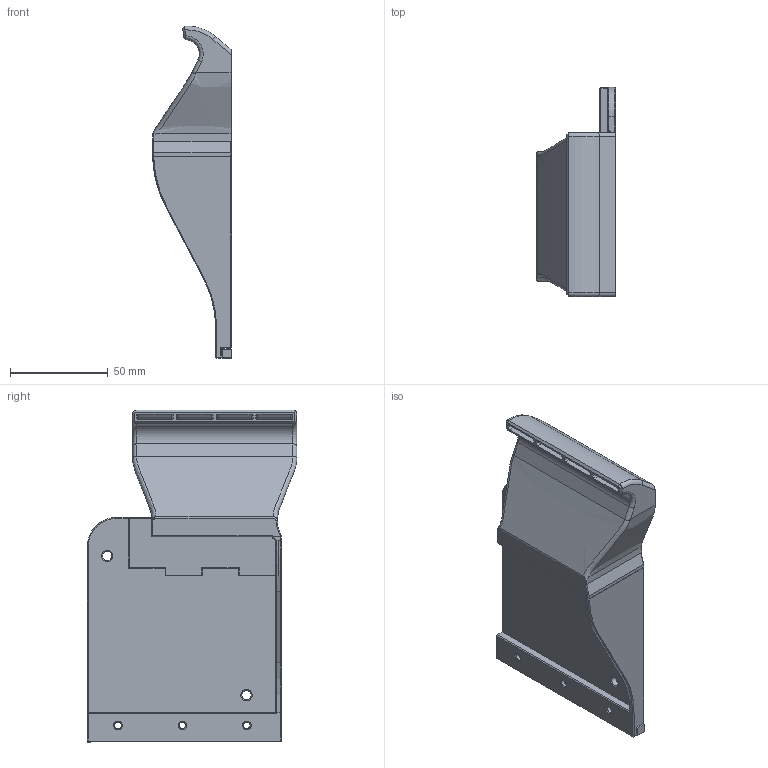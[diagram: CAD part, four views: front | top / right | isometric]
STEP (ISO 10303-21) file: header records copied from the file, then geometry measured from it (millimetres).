
FILE_DESCRIPTION(/* description */ (''),/* implementation_level */ '2;1');
FILE_NAME(/* name */ '9733 2 Part v1.step',/* time_stamp */ '2023-05-21T09:12:06+02:00',/* author */ (''),/* organization */ (''),/* preprocessor_version */ 'ST-DEVELOPER v19.2',/* originating_system */ 'Autodesk Translation Framework v12.4.0.73',/* authorisation */ '');
FILE_SCHEMA (('AUTOMOTIVE_DESIGN { 1 0 10303 214 3 1 1 }'));
Length unit declared in the file: millimetre
Products named in the file (2): 9733 2 Part; Shroud_Bottom
Assembly tree (1 placements, depth 2):
  9733 2 Part
    Shroud_Bottom
Bounding box: 40.4 x 107.25 x 169.98 mm (x, y, z)
Volume: 94558.1 mm3; surface area: 71100.1 mm2
Topology: 3 solids, 3 shells, 552 faces, 1529 edges, 979 vertices
Faces by surface type: plane 406, cylinder 53, bspline 45, torus 27, cone 21
Full cylindrical faces by diameter (mm): 3.4 x3, 4.8 x5
Entity records: 34208 total; most frequent: CARTESIAN_POINT 20067, ORIENTED_EDGE 3058, DIRECTION 2593, EDGE_CURVE 1529, LINE 1223, VECTOR 1223, VERTEX_POINT 979, EDGE_LOOP 694
